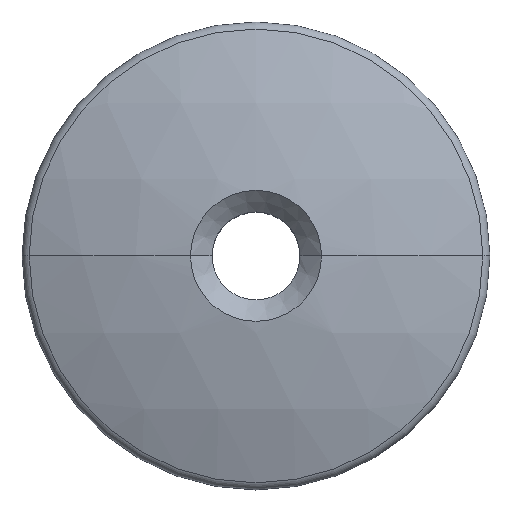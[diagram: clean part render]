
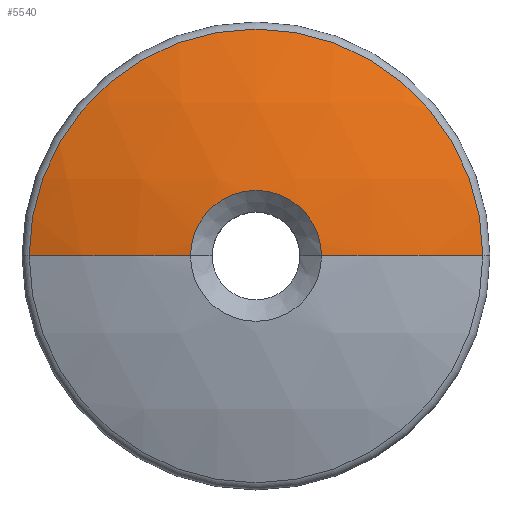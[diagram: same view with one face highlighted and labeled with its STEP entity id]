
A CAD part, top view. The second image highlights one B-rep face of the part: STEP entity #5540.
In plain terms, the highlighted spherical face has radius 58.711 mm.
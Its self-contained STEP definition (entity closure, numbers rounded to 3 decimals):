
#49 = CARTESIAN_POINT ( 'NONE',  ( 0., 0., 38.197 ) ) ;
#122 = AXIS2_PLACEMENT_3D ( 'NONE', #1930, #2382, #5097 ) ;
#280 = VERTEX_POINT ( 'NONE', #4450 ) ;
#476 = ORIENTED_EDGE ( 'NONE', *, *, #1982, .T. ) ;
#565 = CIRCLE ( 'NONE', #122, 58.711 ) ;
#767 = CARTESIAN_POINT ( 'NONE',  ( 20.652, 0., 34.748 ) ) ;
#923 = CARTESIAN_POINT ( 'NONE',  ( 0., 0., 34.748 ) ) ;
#1076 = DIRECTION ( 'NONE',  ( 0., 0., 1. ) ) ;
#1260 = DIRECTION ( 'NONE',  ( 1., 0., 0. ) ) ;
#1320 = FACE_OUTER_BOUND ( 'NONE', #3806, .T. ) ;
#1574 = ORIENTED_EDGE ( 'NONE', *, *, #4063, .F. ) ;
#1643 = CARTESIAN_POINT ( 'NONE',  ( 5.96, 0., 38.197 ) ) ;
#1834 = ORIENTED_EDGE ( 'NONE', *, *, #5600, .T. ) ;
#1930 = CARTESIAN_POINT ( 'NONE',  ( 0., 0., -20.211 ) ) ;
#1982 = EDGE_CURVE ( 'NONE', #5780, #280, #5448, .T. ) ;
#2348 = DIRECTION ( 'NONE',  ( 0., 0., -1. ) ) ;
#2382 = DIRECTION ( 'NONE',  ( 0., 1., 0. ) ) ;
#2529 = EDGE_CURVE ( 'NONE', #280, #5277, #565, .T. ) ;
#2810 = DIRECTION ( 'NONE',  ( -1., 0., 0. ) ) ;
#3472 = CARTESIAN_POINT ( 'NONE',  ( 0., 0., -20.211 ) ) ;
#3603 = CARTESIAN_POINT ( 'NONE',  ( -5.96, 0., 38.197 ) ) ;
#3736 = SPHERICAL_SURFACE ( 'NONE', #4034, 58.711 ) ;
#3780 = DIRECTION ( 'NONE',  ( -1., 0., 0. ) ) ;
#3806 = EDGE_LOOP ( 'NONE', ( #476, #4227, #1834, #1574 ) ) ;
#3853 = CIRCLE ( 'NONE', #5625, 58.711 ) ;
#4034 = AXIS2_PLACEMENT_3D ( 'NONE', #3472, #5732, #1260 ) ;
#4063 = EDGE_CURVE ( 'NONE', #5780, #5141, #3853, .T. ) ;
#4227 = ORIENTED_EDGE ( 'NONE', *, *, #2529, .T. ) ;
#4450 = CARTESIAN_POINT ( 'NONE',  ( -20.652, 0., 34.748 ) ) ;
#5097 = DIRECTION ( 'NONE',  ( -1., 0., 0. ) ) ;
#5126 = CIRCLE ( 'NONE', #5831, 5.96 ) ;
#5139 = AXIS2_PLACEMENT_3D ( 'NONE', #923, #1076, #3780 ) ;
#5141 = VERTEX_POINT ( 'NONE', #1643 ) ;
#5185 = CARTESIAN_POINT ( 'NONE',  ( 0., 0., -20.211 ) ) ;
#5243 = DIRECTION ( 'NONE',  ( 0., -1., 0. ) ) ;
#5277 = VERTEX_POINT ( 'NONE', #3603 ) ;
#5448 = CIRCLE ( 'NONE', #5139, 20.652 ) ;
#5540 = ADVANCED_FACE ( 'NONE', ( #1320 ), #3736, .T. ) ;
#5600 = EDGE_CURVE ( 'NONE', #5277, #5141, #5126, .T. ) ;
#5625 = AXIS2_PLACEMENT_3D ( 'NONE', #5185, #5243, #5640 ) ;
#5640 = DIRECTION ( 'NONE',  ( 0., 0., -1. ) ) ;
#5732 = DIRECTION ( 'NONE',  ( 0., 1., 0. ) ) ;
#5780 = VERTEX_POINT ( 'NONE', #767 ) ;
#5831 = AXIS2_PLACEMENT_3D ( 'NONE', #49, #2348, #2810 ) ;
